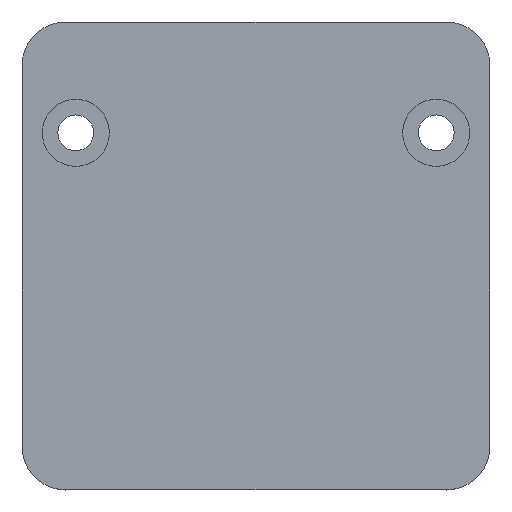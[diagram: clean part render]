
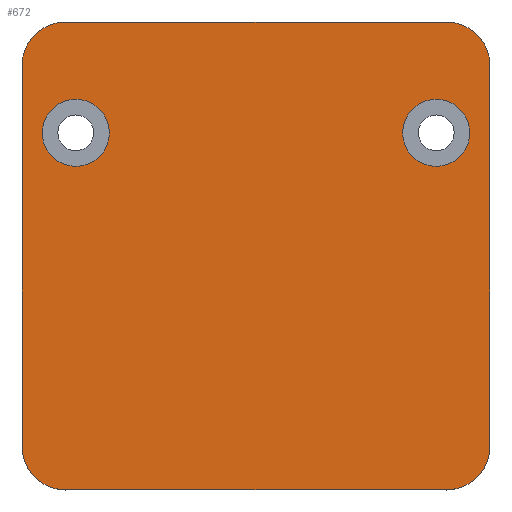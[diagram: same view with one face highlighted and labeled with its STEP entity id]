
A CAD part, top view. The second image highlights one B-rep face of the part: STEP entity #672.
In plain terms, the highlighted planar face has unit normal (0, 0, 1).
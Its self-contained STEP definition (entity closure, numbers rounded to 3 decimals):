
#21=FACE_BOUND('',#123,.T.);
#22=FACE_BOUND('',#124,.T.);
#42=PLANE('',#760);
#80=FACE_OUTER_BOUND('',#122,.T.);
#122=EDGE_LOOP('',(#609,#610,#611,#612,#613,#614,#615,#616));
#123=EDGE_LOOP('',(#617));
#124=EDGE_LOOP('',(#618));
#138=LINE('',#1013,#196);
#174=LINE('',#1138,#232);
#178=LINE('',#1149,#236);
#181=LINE('',#1157,#239);
#196=VECTOR('',#804,10.);
#232=VECTOR('',#938,10.);
#236=VECTOR('',#952,10.);
#239=VECTOR('',#961,10.);
#241=CIRCLE('',#688,3.);
#244=CIRCLE('',#693,3.);
#273=CIRCLE('',#751,3.9);
#274=CIRCLE('',#753,3.9);
#275=CIRCLE('',#756,3.9);
#276=CIRCLE('',#759,3.9);
#277=VERTEX_POINT('',#971);
#280=VERTEX_POINT('',#980);
#291=VERTEX_POINT('',#1010);
#292=VERTEX_POINT('',#1012);
#331=VERTEX_POINT('',#1136);
#332=VERTEX_POINT('',#1137);
#333=VERTEX_POINT('',#1144);
#334=VERTEX_POINT('',#1148);
#335=VERTEX_POINT('',#1152);
#336=VERTEX_POINT('',#1156);
#337=EDGE_CURVE('',#277,#277,#241,.T.);
#341=EDGE_CURVE('',#280,#280,#244,.T.);
#356=EDGE_CURVE('',#292,#291,#138,.T.);
#418=EDGE_CURVE('',#331,#332,#174,.T.);
#421=EDGE_CURVE('',#332,#292,#273,.T.);
#422=EDGE_CURVE('',#291,#333,#274,.T.);
#424=EDGE_CURVE('',#333,#334,#178,.T.);
#426=EDGE_CURVE('',#334,#335,#275,.T.);
#428=EDGE_CURVE('',#335,#336,#181,.T.);
#430=EDGE_CURVE('',#336,#331,#276,.T.);
#609=ORIENTED_EDGE('',*,*,#430,.T.);
#610=ORIENTED_EDGE('',*,*,#418,.T.);
#611=ORIENTED_EDGE('',*,*,#421,.T.);
#612=ORIENTED_EDGE('',*,*,#356,.T.);
#613=ORIENTED_EDGE('',*,*,#422,.T.);
#614=ORIENTED_EDGE('',*,*,#424,.T.);
#615=ORIENTED_EDGE('',*,*,#426,.T.);
#616=ORIENTED_EDGE('',*,*,#428,.T.);
#617=ORIENTED_EDGE('',*,*,#337,.T.);
#618=ORIENTED_EDGE('',*,*,#341,.T.);
#672=ADVANCED_FACE('',(#80,#21,#22),#42,.T.);
#688=AXIS2_PLACEMENT_3D('',#972,#765,#766);
#693=AXIS2_PLACEMENT_3D('',#981,#776,#777);
#751=AXIS2_PLACEMENT_3D('',#1142,#943,#944);
#753=AXIS2_PLACEMENT_3D('',#1145,#947,#948);
#756=AXIS2_PLACEMENT_3D('',#1153,#956,#957);
#759=AXIS2_PLACEMENT_3D('',#1160,#965,#966);
#760=AXIS2_PLACEMENT_3D('',#1161,#967,#968);
#765=DIRECTION('center_axis',(0.,0.,-1.));
#766=DIRECTION('ref_axis',(-1.,0.,0.));
#776=DIRECTION('center_axis',(0.,0.,-1.));
#777=DIRECTION('ref_axis',(-1.,0.,0.));
#804=DIRECTION('',(1.,0.,0.));
#938=DIRECTION('',(0.,-1.,0.));
#943=DIRECTION('center_axis',(0.,0.,1.));
#944=DIRECTION('ref_axis',(-1.,0.,0.));
#947=DIRECTION('center_axis',(0.,0.,1.));
#948=DIRECTION('ref_axis',(0.,-1.,0.));
#952=DIRECTION('',(0.,1.,0.));
#956=DIRECTION('center_axis',(0.,0.,1.));
#957=DIRECTION('ref_axis',(1.,0.,0.));
#961=DIRECTION('',(-1.,0.,0.));
#965=DIRECTION('center_axis',(0.,0.,1.));
#966=DIRECTION('ref_axis',(0.,1.,0.));
#967=DIRECTION('center_axis',(0.,0.,1.));
#968=DIRECTION('ref_axis',(1.,0.,0.));
#971=CARTESIAN_POINT('',(19.1,11.,16.5));
#972=CARTESIAN_POINT('Origin',(16.1,11.,16.5));
#980=CARTESIAN_POINT('',(-13.1,11.,16.5));
#981=CARTESIAN_POINT('Origin',(-16.1,11.,16.5));
#1010=CARTESIAN_POINT('',(17.,-20.9,16.5));
#1012=CARTESIAN_POINT('',(-17.,-20.9,16.5));
#1013=CARTESIAN_POINT('',(-17.,-20.9,16.5));
#1136=CARTESIAN_POINT('',(-20.9,17.,16.5));
#1137=CARTESIAN_POINT('',(-20.9,-17.,16.5));
#1138=CARTESIAN_POINT('',(-20.9,17.,16.5));
#1142=CARTESIAN_POINT('Origin',(-17.,-17.,16.5));
#1144=CARTESIAN_POINT('',(20.9,-17.,16.5));
#1145=CARTESIAN_POINT('Origin',(17.,-17.,16.5));
#1148=CARTESIAN_POINT('',(20.9,17.,16.5));
#1149=CARTESIAN_POINT('',(20.9,-17.,16.5));
#1152=CARTESIAN_POINT('',(17.,20.9,16.5));
#1153=CARTESIAN_POINT('Origin',(17.,17.,16.5));
#1156=CARTESIAN_POINT('',(-17.,20.9,16.5));
#1157=CARTESIAN_POINT('',(17.,20.9,16.5));
#1160=CARTESIAN_POINT('Origin',(-17.,17.,16.5));
#1161=CARTESIAN_POINT('Origin',(0.,0.,16.5));
